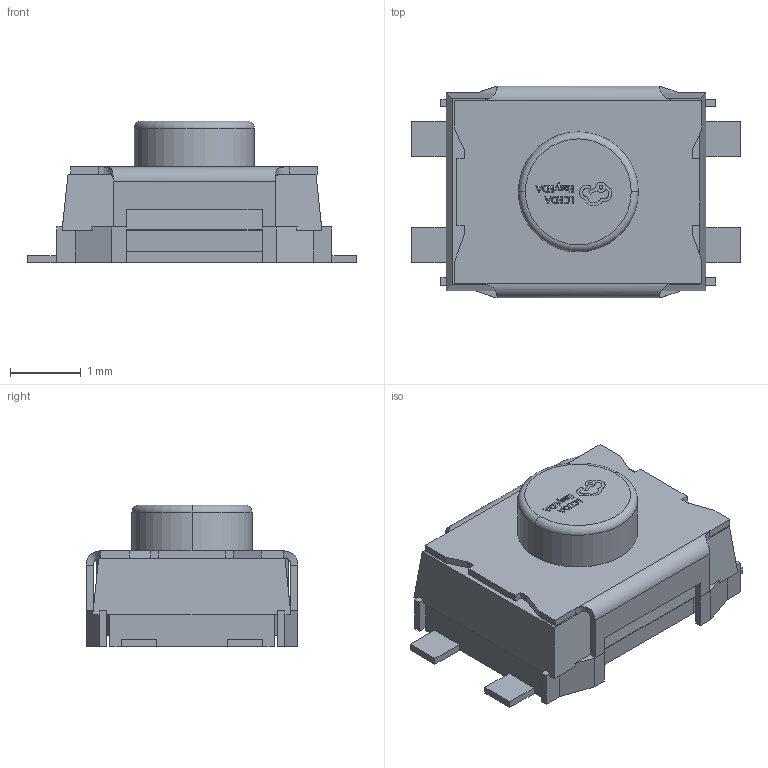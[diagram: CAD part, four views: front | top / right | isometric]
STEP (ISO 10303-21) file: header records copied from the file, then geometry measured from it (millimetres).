
FILE_DESCRIPTION (( 'STEP AP214' ), '1' );
FILE_NAME ('SW-SMD_4P-L3.5-W3.0-H2-P1.50-LS4.7.step', '2022-07-26T14:34:18', ( '' ), ( '' ), 'SwSTEP 2.0', 'SolidWorks 2020', '' );
FILE_SCHEMA (( 'AUTOMOTIVE_DESIGN' ));
Length unit declared in the file: millimetre
Products named in the file (1): SW-SMD_4P-L3.5-W3.0-H2-P1.50-LS4.7
Bounding box: 4.65 x 3 x 2.01 mm (x, y, z)
Volume: 15 mm3; surface area: 53.9 mm2
Topology: 14 solids, 14 shells, 529 faces, 1467 edges, 968 vertices
Faces by surface type: plane 371, bspline 150, cylinder 6, torus 2
Entity records: 22511 total; most frequent: CARTESIAN_POINT 6826, ORIENTED_EDGE 2934, DIRECTION 1919, EDGE_CURVE 1467, VECTOR 1143, LINE 1143, VERTEX_POINT 968, EDGE_LOOP 551
